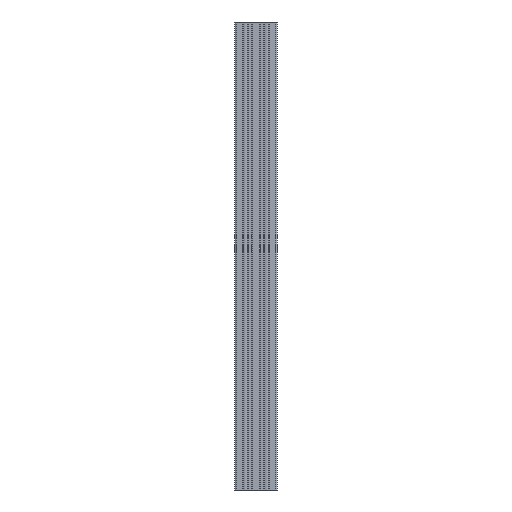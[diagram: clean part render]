
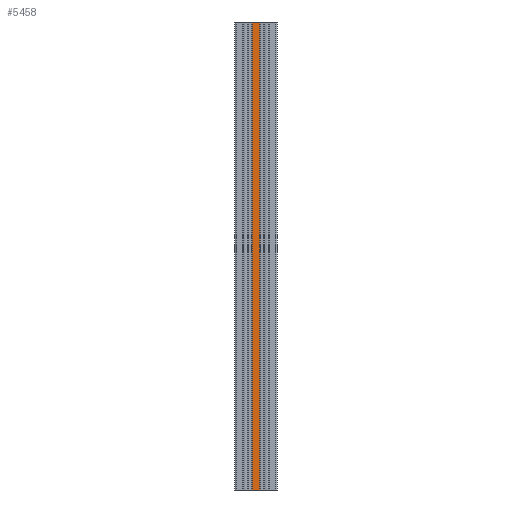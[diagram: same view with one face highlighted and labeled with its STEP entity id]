
A CAD part, front view. The second image highlights one B-rep face of the part: STEP entity #5458.
In plain terms, the highlighted planar face has unit normal (0, -1, 0).
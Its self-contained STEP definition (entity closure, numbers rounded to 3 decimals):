
#138=PLANE($,#5907);
#386=FACE_OUTER_BOUND($,#658,.T.);
#658=EDGE_LOOP($,(#4299,#4300,#4301,#4302));
#1164=LINE($,#8801,#1756);
#1165=LINE($,#8804,#1757);
#1166=LINE($,#8806,#1758);
#1167=LINE($,#8807,#1759);
#1756=VECTOR($,#7187,1000.);
#1757=VECTOR($,#7190,16.5);
#1758=VECTOR($,#7191,16.5);
#1759=VECTOR($,#7192,1000.);
#2549=VERTEX_POINT($,#8797);
#2550=VERTEX_POINT($,#8799);
#2551=VERTEX_POINT($,#8803);
#2552=VERTEX_POINT($,#8805);
#3288=EDGE_CURVE($,#2549,#2550,#1164,.T.);
#3289=EDGE_CURVE($,#2551,#2549,#1165,.T.);
#3290=EDGE_CURVE($,#2552,#2550,#1166,.T.);
#3291=EDGE_CURVE($,#2551,#2552,#1167,.T.);
#4299=ORIENTED_EDGE($,*,*,#3289,.T.);
#4300=ORIENTED_EDGE($,*,*,#3288,.T.);
#4301=ORIENTED_EDGE($,*,*,#3290,.F.);
#4302=ORIENTED_EDGE($,*,*,#3291,.F.);
#5458=ADVANCED_FACE($,(#386),#138,.T.);
#5907=AXIS2_PLACEMENT_3D($,#8802,#7188,#7189);
#7187=DIRECTION($,(0.,0.,1.));
#7188=DIRECTION('center_axis',(0.,-1.,0.));
#7189=DIRECTION('ref_axis',(1.,0.,0.));
#7190=DIRECTION($,(1.,0.,0.));
#7191=DIRECTION($,(1.,0.,0.));
#7192=DIRECTION($,(0.,0.,1.));
#8797=CARTESIAN_POINT('',(-39.2,4.772,0.));
#8799=CARTESIAN_POINT('',(-39.2,4.772,1000.));
#8801=CARTESIAN_POINT($,(-39.2,4.772,0.));
#8802=CARTESIAN_POINT('Origin',(-55.7,4.772,0.));
#8803=CARTESIAN_POINT('',(-55.7,4.772,0.));
#8804=CARTESIAN_POINT($,(-55.7,4.772,0.));
#8805=CARTESIAN_POINT('',(-55.7,4.772,1000.));
#8806=CARTESIAN_POINT($,(-55.7,4.772,1000.));
#8807=CARTESIAN_POINT($,(-55.7,4.772,0.));
